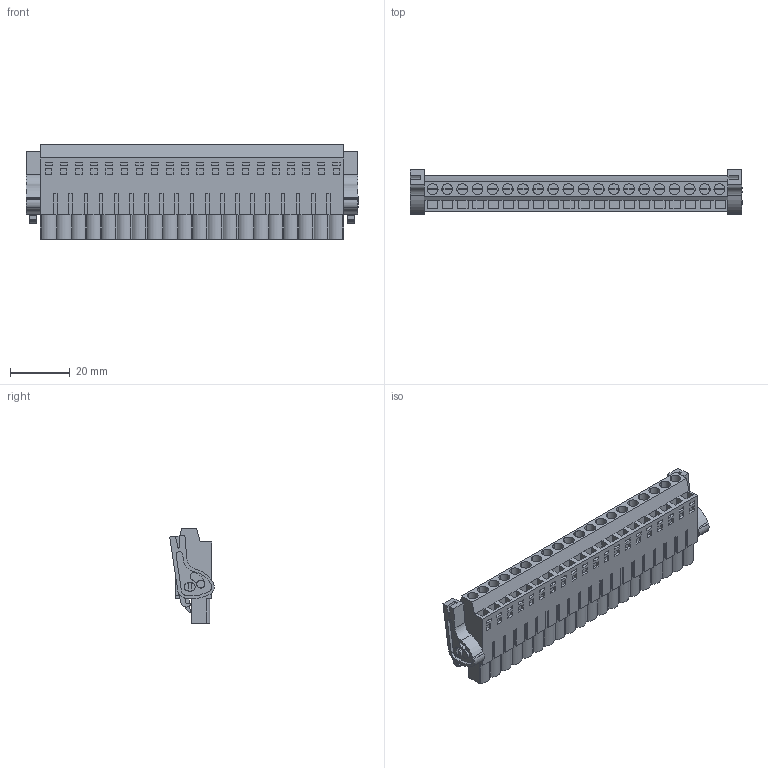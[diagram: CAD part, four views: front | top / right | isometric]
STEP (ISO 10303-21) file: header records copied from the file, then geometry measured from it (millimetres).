
FILE_DESCRIPTION(('CATIA V5 STEP Exchange','CAx-IF Rec.Pracs.--- Model Styling and Organization---1.2---2011-12-15'),'2;1');
FILE_NAME ('D1458774_0_1894330000_1894330000.stp','2017-10-31T20:39:40+00:00',('none'),('Weidmueller'),'CATIA Version 5-6 Release 2014','CATIA V5 STEP AP214','none');
FILE_SCHEMA(('AUTOMOTIVE_DESIGN { 1 0 10303 214 1 1 1 1 }'));
Length unit declared in the file: millimetre
Products named in the file (1): 1894330000
Bounding box: 111.3 x 14.91 x 31.8 mm (x, y, z)
Volume: 28416.4 mm3; surface area: 16683.7 mm2
Topology: 23 solids, 23 shells, 1447 faces, 4036 edges, 2747 vertices
Faces by surface type: plane 1195, cylinder 252
Entity records: 44889 total; most frequent: CARTESIAN_POINT 8476, ORIENTED_EDGE 8072, DIRECTION 5772, EDGE_CURVE 4036, VECTOR 3432, LINE 3432, VERTEX_POINT 2747, EDGE_LOOP 1567
